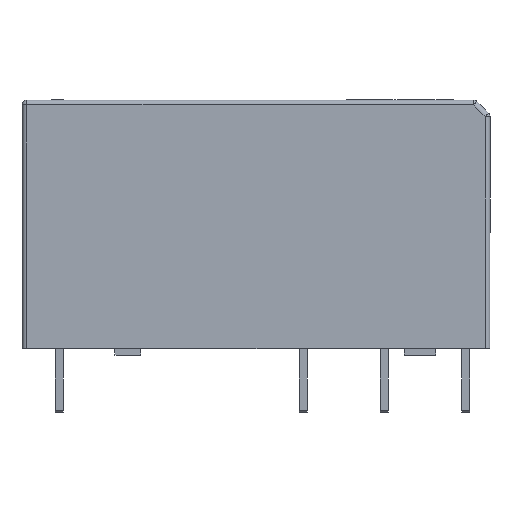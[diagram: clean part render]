
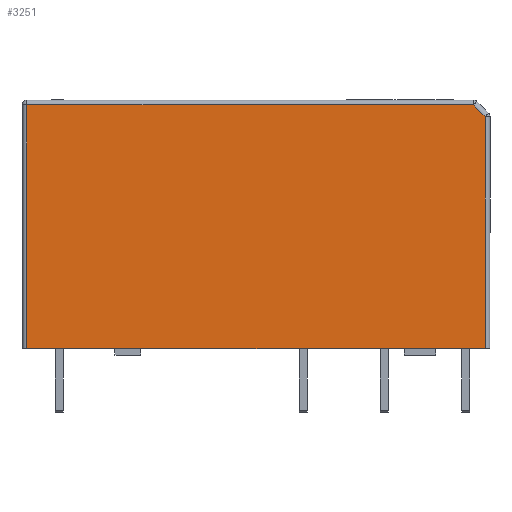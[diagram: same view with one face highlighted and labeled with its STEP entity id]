
A CAD part, front view. The second image highlights one B-rep face of the part: STEP entity #3251.
In plain terms, the highlighted face is planar.
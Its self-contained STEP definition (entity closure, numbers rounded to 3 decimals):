
#349=FACE_OUTER_BOUND('',#551,.T.);
#551=EDGE_LOOP('',(#2529,#2530,#2531,#2532,#2533));
#829=LINE('',#4919,#1175);
#831=LINE('',#4935,#1177);
#833=LINE('',#4941,#1179);
#834=LINE('',#4943,#1180);
#835=LINE('',#4944,#1181);
#1175=VECTOR('',#4017,27.476);
#1177=VECTOR('',#4041,1.024);
#1179=VECTOR('',#4047,15.);
#1180=VECTOR('',#4048,28.2);
#1181=VECTOR('',#4049,14.276);
#1485=VERTEX_POINT('',#4916);
#1486=VERTEX_POINT('',#4918);
#1489=VERTEX_POINT('',#4934);
#1491=VERTEX_POINT('',#4940);
#1492=VERTEX_POINT('',#4942);
#1853=EDGE_CURVE('',#1485,#1486,#829,.T.);
#1861=EDGE_CURVE('',#1486,#1489,#831,.T.);
#1864=EDGE_CURVE('',#1491,#1485,#833,.T.);
#1865=EDGE_CURVE('',#1491,#1492,#834,.T.);
#1866=EDGE_CURVE('',#1489,#1492,#835,.T.);
#2529=ORIENTED_EDGE('',*,*,#1853,.F.);
#2530=ORIENTED_EDGE('',*,*,#1864,.F.);
#2531=ORIENTED_EDGE('',*,*,#1865,.T.);
#2532=ORIENTED_EDGE('',*,*,#1866,.F.);
#2533=ORIENTED_EDGE('',*,*,#1861,.F.);
#3093=PLANE('',#3502);
#3251=ADVANCED_FACE('',(#349),#3093,.F.);
#3502=AXIS2_PLACEMENT_3D('',#4939,#4045,#4046);
#4017=DIRECTION('',(1.,0.,0.));
#4041=DIRECTION('',(0.707,-0.707,0.));
#4045=DIRECTION('center_axis',(0.,0.,-1.));
#4046=DIRECTION('ref_axis',(-1.,0.,0.));
#4047=DIRECTION('',(0.,1.,0.));
#4048=DIRECTION('',(1.,0.,0.));
#4049=DIRECTION('',(0.,-1.,0.));
#4916=CARTESIAN_POINT('',(-2.,15.4,2.5));
#4918=CARTESIAN_POINT('',(25.476,15.4,2.5));
#4919=CARTESIAN_POINT('',(-2.4,15.4,2.5));
#4934=CARTESIAN_POINT('',(26.2,14.676,2.5));
#4935=CARTESIAN_POINT('',(18.188,22.688,2.5));
#4939=CARTESIAN_POINT('Origin',(-2.4,15.7,2.5));
#4940=CARTESIAN_POINT('',(-2.,0.4,2.5));
#4941=CARTESIAN_POINT('',(-2.,15.7,2.5));
#4942=CARTESIAN_POINT('',(26.2,0.4,2.5));
#4943=CARTESIAN_POINT('',(-2.4,0.4,2.5));
#4944=CARTESIAN_POINT('',(26.2,15.7,2.5));
